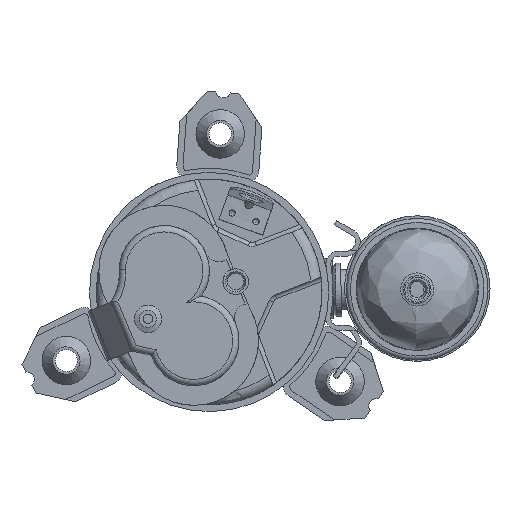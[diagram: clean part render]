
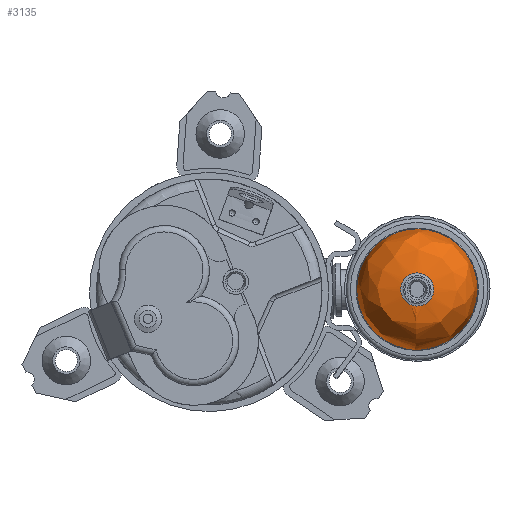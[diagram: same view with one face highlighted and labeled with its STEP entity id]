
A CAD part, front view. The second image highlights one B-rep face of the part: STEP entity #3135.
In plain terms, the highlighted free-form (B-spline) face has degree [3, 3] with [4, 7] control points.
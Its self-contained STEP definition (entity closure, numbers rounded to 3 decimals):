
#2675=(
BOUNDED_SURFACE()
B_SPLINE_SURFACE(3,3,((#9379,#9380,#9381,#9382,#9383,#9384,#9385),(#9386,
#9387,#9388,#9389,#9390,#9391,#9392),(#9393,#9394,#9395,#9396,#9397,#9398,
#9399),(#9400,#9401,#9402,#9403,#9404,#9405,#9406)),.UNSPECIFIED.,.F.,.T.,
 .F.)
B_SPLINE_SURFACE_WITH_KNOTS((4,4),(1,3,3,3,1),(0.,1.),(-0.5,0.,0.5,1.,1.5),
 .UNSPECIFIED.)
GEOMETRIC_REPRESENTATION_ITEM()
RATIONAL_B_SPLINE_SURFACE(((1.,0.333,0.333,1.,0.333,
0.333,1.),(0.759,0.253,0.253,
0.759,0.253,0.253,0.759),
(0.759,0.253,0.253,0.759,
0.253,0.253,0.759),(1.,0.333,
0.333,1.,0.333,0.333,1.)))
REPRESENTATION_ITEM('')
SURFACE()
);
#3135=ADVANCED_FACE('',(#3648,#3649),#2675,.T.);
#3648=FACE_BOUND('',#3957,.T.);
#3649=FACE_BOUND('',#3958,.T.);
#3957=EDGE_LOOP('',(#4435));
#3958=EDGE_LOOP('',(#4436));
#4435=ORIENTED_EDGE('',*,*,#6042,.T.);
#4436=ORIENTED_EDGE('',*,*,#6041,.F.);
#5593=VERTEX_POINT('',#9375);
#5594=VERTEX_POINT('',#9378);
#6041=EDGE_CURVE('',#5593,#5593,#6653,.T.);
#6042=EDGE_CURVE('',#5594,#5594,#6654,.T.);
#6653=CIRCLE('',#7011,7.847);
#6654=CIRCLE('',#7013,28.651);
#7011=AXIS2_PLACEMENT_3D('',#9374,#7790,#7791);
#7013=AXIS2_PLACEMENT_3D('',#9377,#7794,#7795);
#7790=DIRECTION('',(0.,0.,1.));
#7791=DIRECTION('',(1.,0.,0.));
#7794=DIRECTION('',(0.,0.,1.));
#7795=DIRECTION('',(1.,0.,0.));
#9374=CARTESIAN_POINT('',(0.,0.,16.208));
#9375=CARTESIAN_POINT('',(7.847,0.,16.208));
#9377=CARTESIAN_POINT('',(0.,0.,-7.245));
#9378=CARTESIAN_POINT('',(28.651,0.,-7.245));
#9379=CARTESIAN_POINT('',(7.847,0.,16.208));
#9380=CARTESIAN_POINT('',(7.847,15.694,16.208));
#9381=CARTESIAN_POINT('',(-7.847,15.694,16.208));
#9382=CARTESIAN_POINT('',(-7.847,0.,16.208));
#9383=CARTESIAN_POINT('',(-7.847,-15.694,16.208));
#9384=CARTESIAN_POINT('',(7.847,-15.694,16.208));
#9385=CARTESIAN_POINT('',(7.847,0.,16.208));
#9386=CARTESIAN_POINT('',(21.601,0.,16.653));
#9387=CARTESIAN_POINT('',(21.601,43.203,16.653));
#9388=CARTESIAN_POINT('',(-21.601,43.203,16.653));
#9389=CARTESIAN_POINT('',(-21.601,0.,16.653));
#9390=CARTESIAN_POINT('',(-21.601,-43.203,16.653));
#9391=CARTESIAN_POINT('',(21.601,-43.203,16.653));
#9392=CARTESIAN_POINT('',(21.601,0.,16.653));
#9393=CARTESIAN_POINT('',(30.733,0.,6.358));
#9394=CARTESIAN_POINT('',(30.733,61.467,6.358));
#9395=CARTESIAN_POINT('',(-30.733,61.467,6.358));
#9396=CARTESIAN_POINT('',(-30.733,0.,6.358));
#9397=CARTESIAN_POINT('',(-30.733,-61.467,6.358));
#9398=CARTESIAN_POINT('',(30.733,-61.467,6.358));
#9399=CARTESIAN_POINT('',(30.733,0.,6.358));
#9400=CARTESIAN_POINT('',(28.651,0.,-7.245));
#9401=CARTESIAN_POINT('',(28.651,57.302,-7.245));
#9402=CARTESIAN_POINT('',(-28.651,57.302,-7.245));
#9403=CARTESIAN_POINT('',(-28.651,0.,-7.245));
#9404=CARTESIAN_POINT('',(-28.651,-57.302,-7.245));
#9405=CARTESIAN_POINT('',(28.651,-57.302,-7.245));
#9406=CARTESIAN_POINT('',(28.651,0.,-7.245));
